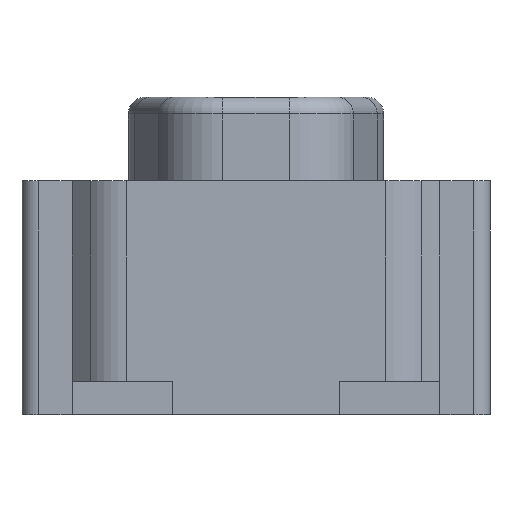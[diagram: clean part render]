
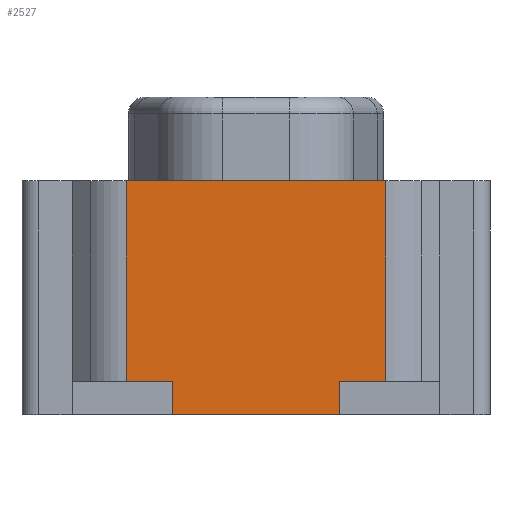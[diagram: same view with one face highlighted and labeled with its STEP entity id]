
A CAD part, left-side view. The second image highlights one B-rep face of the part: STEP entity #2527.
In plain terms, the highlighted planar face has unit normal (-1, 0, 0).
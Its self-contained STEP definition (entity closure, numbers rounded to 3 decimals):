
#28 = DIRECTION ( 'NONE',  ( 0., -1., 0. ) ) ;
#38 = CARTESIAN_POINT ( 'NONE',  ( -2.1, -0.5, 1.4 ) ) ;
#56 = FACE_OUTER_BOUND ( 'NONE', #2237, .T. ) ;
#135 = PLANE ( 'NONE',  #1037 ) ;
#221 = ORIENTED_EDGE ( 'NONE', *, *, #746, .T. ) ;
#284 = CARTESIAN_POINT ( 'NONE',  ( -2.1, 0.5, 0.2 ) ) ;
#308 = VERTEX_POINT ( 'NONE', #905 ) ;
#330 = EDGE_CURVE ( 'NONE', #481, #308, #2490, .T. ) ;
#432 = CARTESIAN_POINT ( 'NONE',  ( -2.1, -0.5, 0. ) ) ;
#440 = EDGE_CURVE ( 'NONE', #793, #1385, #1795, .T. ) ;
#481 = VERTEX_POINT ( 'NONE', #284 ) ;
#498 = EDGE_CURVE ( 'NONE', #1747, #1385, #2242, .T. ) ;
#546 = CARTESIAN_POINT ( 'NONE',  ( -2.1, -0.776, 0.2 ) ) ;
#651 = CARTESIAN_POINT ( 'NONE',  ( -2.1, -1.4, 0.2 ) ) ;
#664 = EDGE_CURVE ( 'NONE', #1747, #1300, #1162, .T. ) ;
#706 = VECTOR ( 'NONE', #2343, 1000. ) ;
#712 = DIRECTION ( 'NONE',  ( 0., 1., 0. ) ) ;
#746 = EDGE_CURVE ( 'NONE', #2218, #308, #993, .T. ) ;
#771 = CARTESIAN_POINT ( 'NONE',  ( -2.1, -1.4, 0. ) ) ;
#773 = ORIENTED_EDGE ( 'NONE', *, *, #664, .T. ) ;
#777 = VECTOR ( 'NONE', #835, 1000. ) ;
#793 = VERTEX_POINT ( 'NONE', #432 ) ;
#821 = CARTESIAN_POINT ( 'NONE',  ( -2.1, -1.4, 0.2 ) ) ;
#835 = DIRECTION ( 'NONE',  ( 0., 0., 1. ) ) ;
#905 = CARTESIAN_POINT ( 'NONE',  ( -2.1, 0.776, 0.2 ) ) ;
#927 = DIRECTION ( 'NONE',  ( 0., 0., -1. ) ) ;
#964 = CARTESIAN_POINT ( 'NONE',  ( -2.1, 0.776, 1.4 ) ) ;
#984 = CARTESIAN_POINT ( 'NONE',  ( -2.1, 0.5, 0. ) ) ;
#993 = LINE ( 'NONE', #1562, #1094 ) ;
#1037 = AXIS2_PLACEMENT_3D ( 'NONE', #1446, #1311, #927 ) ;
#1041 = CARTESIAN_POINT ( 'NONE',  ( -2.1, 0.5, 1.4 ) ) ;
#1094 = VECTOR ( 'NONE', #2361, 1000. ) ;
#1149 = CARTESIAN_POINT ( 'NONE',  ( -2.1, -0.776, 1.4 ) ) ;
#1162 = LINE ( 'NONE', #1149, #706 ) ;
#1166 = EDGE_CURVE ( 'NONE', #2218, #1300, #2022, .T. ) ;
#1300 = VERTEX_POINT ( 'NONE', #2469 ) ;
#1311 = DIRECTION ( 'NONE',  ( 1., 0., 0. ) ) ;
#1364 = EDGE_CURVE ( 'NONE', #481, #2427, #1583, .T. ) ;
#1385 = VERTEX_POINT ( 'NONE', #1720 ) ;
#1393 = VECTOR ( 'NONE', #1814, 1000. ) ;
#1434 = VECTOR ( 'NONE', #2018, 1000. ) ;
#1446 = CARTESIAN_POINT ( 'NONE',  ( -2.1, -1.4, 1.4 ) ) ;
#1495 = ORIENTED_EDGE ( 'NONE', *, *, #440, .T. ) ;
#1510 = VECTOR ( 'NONE', #28, 1000. ) ;
#1562 = CARTESIAN_POINT ( 'NONE',  ( -2.1, 0.776, 1.4 ) ) ;
#1583 = LINE ( 'NONE', #1041, #2386 ) ;
#1720 = CARTESIAN_POINT ( 'NONE',  ( -2.1, -0.5, 0.2 ) ) ;
#1747 = VERTEX_POINT ( 'NONE', #546 ) ;
#1795 = LINE ( 'NONE', #38, #777 ) ;
#1814 = DIRECTION ( 'NONE',  ( 0., -1., 0. ) ) ;
#1889 = ORIENTED_EDGE ( 'NONE', *, *, #330, .F. ) ;
#1905 = VECTOR ( 'NONE', #712, 1000. ) ;
#1990 = LINE ( 'NONE', #771, #1510 ) ;
#1991 = ORIENTED_EDGE ( 'NONE', *, *, #1166, .F. ) ;
#2018 = DIRECTION ( 'NONE',  ( 0., 1., 0. ) ) ;
#2022 = LINE ( 'NONE', #2423, #1393 ) ;
#2028 = ORIENTED_EDGE ( 'NONE', *, *, #1364, .T. ) ;
#2218 = VERTEX_POINT ( 'NONE', #964 ) ;
#2237 = EDGE_LOOP ( 'NONE', ( #1991, #221, #1889, #2028, #2426, #1495, #2297, #773 ) ) ;
#2242 = LINE ( 'NONE', #821, #1434 ) ;
#2297 = ORIENTED_EDGE ( 'NONE', *, *, #498, .F. ) ;
#2343 = DIRECTION ( 'NONE',  ( 0., 0., 1. ) ) ;
#2361 = DIRECTION ( 'NONE',  ( 0., 0., -1. ) ) ;
#2386 = VECTOR ( 'NONE', #2540, 1000. ) ;
#2423 = CARTESIAN_POINT ( 'NONE',  ( -2.1, -1.4, 1.4 ) ) ;
#2426 = ORIENTED_EDGE ( 'NONE', *, *, #2456, .T. ) ;
#2427 = VERTEX_POINT ( 'NONE', #984 ) ;
#2456 = EDGE_CURVE ( 'NONE', #2427, #793, #1990, .T. ) ;
#2469 = CARTESIAN_POINT ( 'NONE',  ( -2.1, -0.776, 1.4 ) ) ;
#2490 = LINE ( 'NONE', #651, #1905 ) ;
#2527 = ADVANCED_FACE ( 'NONE', ( #56 ), #135, .F. ) ;
#2540 = DIRECTION ( 'NONE',  ( 0., 0., -1. ) ) ;
